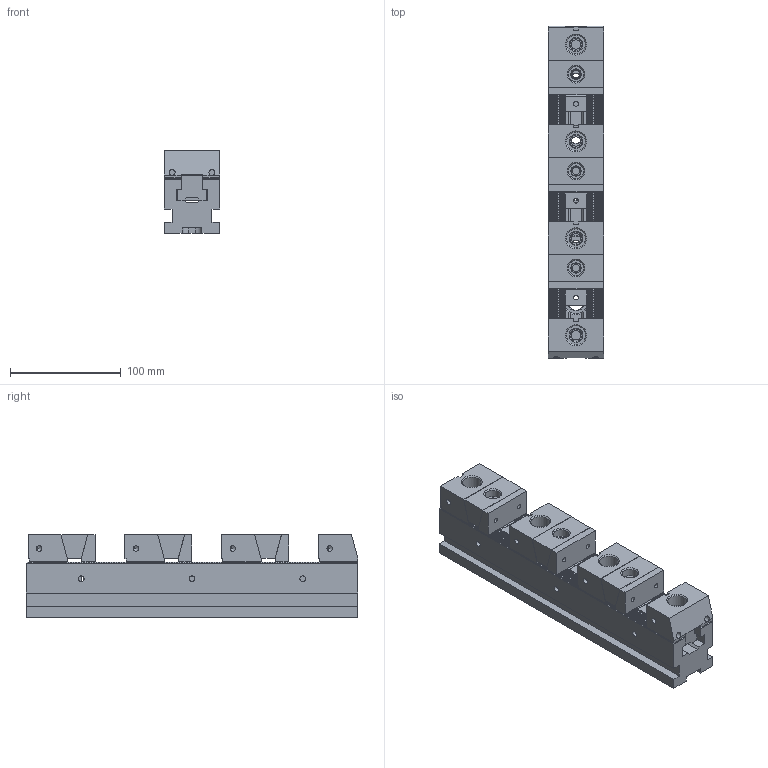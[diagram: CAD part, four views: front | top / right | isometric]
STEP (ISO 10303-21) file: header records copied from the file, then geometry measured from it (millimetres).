
FILE_DESCRIPTION( ( 'Unknown' ), '1' );
FILE_NAME( 'SVF-A-5030-100(3).stp', 'Unknown', ( 'Unknown' ), ( 'Unknown' ), 'PSStep 17.0.49', 'Unknown', ' ' );
FILE_SCHEMA( ( 'AUTOMOTIVE_DESIGN { 1 0 10303 214 1 1 1 1 }' ) );
Length unit declared in the file: millimetre
Products named in the file (12): SVF-AB03-50; 1-SVF-AB03-50-1; 1-SVF-AB03-50-2; SVF-A01-50; 1-SVF-ABT-50-2; 1-SVF-A01-50-1; SVF-AB04-50; 1-SVF-AB04-50-2; 1-SVF-AB04-50-1; 3-SVF-AB03-A01-AB04-50; Assem1; SVF-AB01-5030-100
Assembly tree (14 placements, depth 4):
  Assem1
    SVF-AB01-5030-100
    SVF-AB03-50
      1-SVF-AB03-50-1
      1-SVF-AB03-50-2
    3-SVF-AB03-A01-AB04-50  x3
      SVF-AB03-50
        1-SVF-AB03-50-1
        1-SVF-AB03-50-2
      SVF-A01-50
        1-SVF-ABT-50-2
        1-SVF-A01-50-1
      SVF-AB04-50
        1-SVF-AB04-50-2
        1-SVF-AB04-50-1
Bounding box: 50 x 300 x 74.75 mm (x, y, z)
Volume: 801580.5 mm3; surface area: 204956.6 mm2
Topology: 21 solids, 21 shells, 2353 faces, 6964 edges, 4644 vertices
Faces by surface type: plane 2130, cylinder 124, cone 99
Full cylindrical faces by diameter (mm): 3.3 x6, 4.2 x20, 5 x16, 5.4 x8, 5.5 x6, 6.8 x3, 7.5 x8, 8.5 x7, 9 x6, 11 x4, 12 x2, 14 x6, 17 x4, 20 x5
Entity records: 65260 total; most frequent: CARTESIAN_POINT 9612, ORIENTED_EDGE 9288, DIRECTION 8040, EDGE_CURVE 4644, LINE 4394, VECTOR 4394, VERTEX_POINT 3135, AXIS2_PLACEMENT_3D 1823
